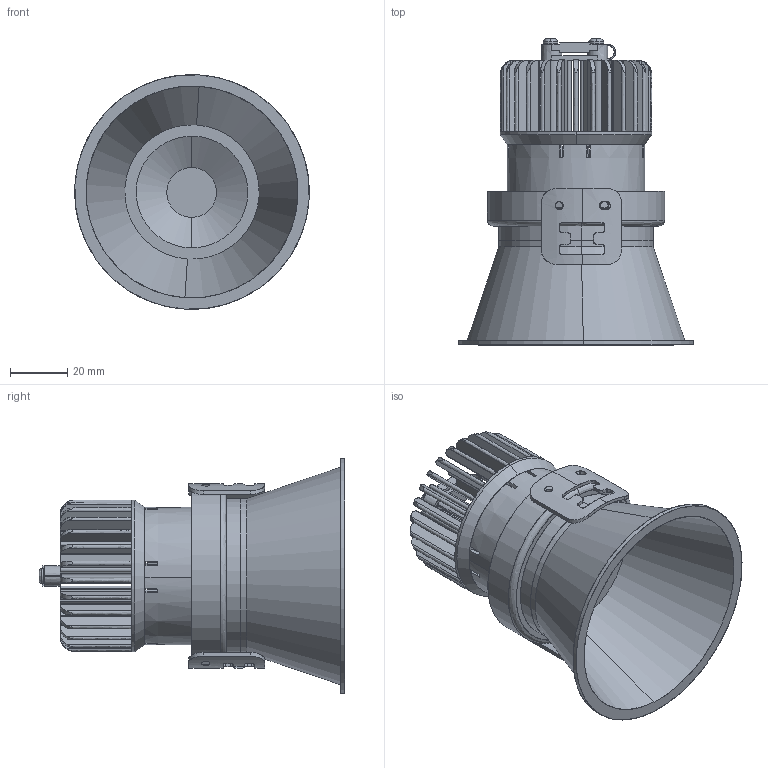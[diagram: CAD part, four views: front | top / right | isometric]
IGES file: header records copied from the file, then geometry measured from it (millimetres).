
Start section: SolidWorks IGES file using analytic representation for surfaces
Global section: file name: 7W+71-2913V1.IGS; native system: SolidWorks 2016; preprocessor: SolidWorks 2016; author: jorovira; date: 170810.135953; units: millimetre
Bounding box: 81.96 x 106.9 x 81.96 mm (x, y, z)
Surface area: 58096.1 mm2 (no closed solid volume)
Topology: 0 solids, 0 shells, 595 faces, 7754 edges, 7724 vertices
Faces by surface type: bspline 310, revolution 285
